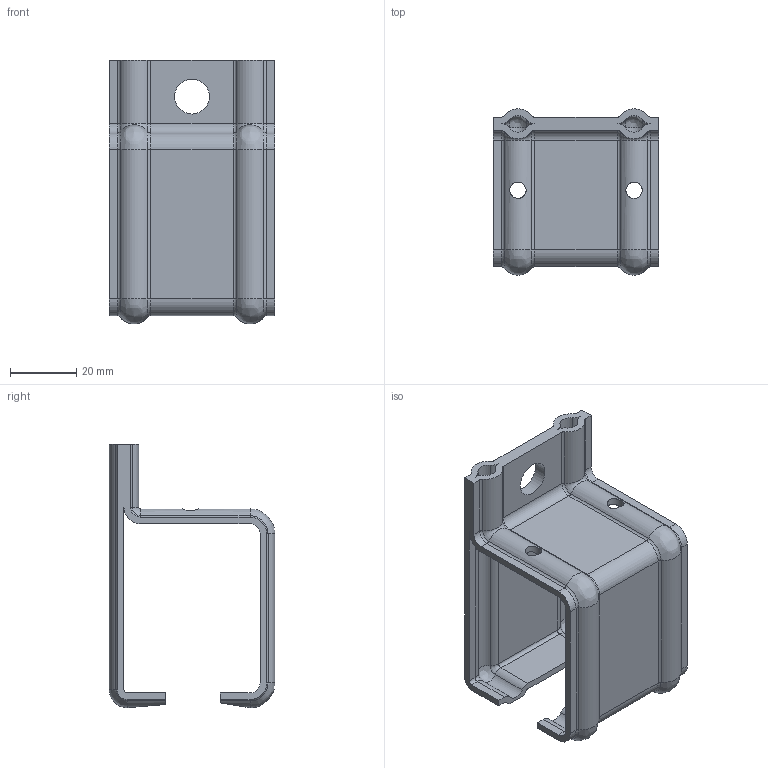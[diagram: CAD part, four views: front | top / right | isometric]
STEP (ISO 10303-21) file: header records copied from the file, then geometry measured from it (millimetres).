
FILE_DESCRIPTION(/* description */ (''),/* implementation_level */ '2;1');
FILE_NAME(/* name */ '5141.stp',/* time_stamp */ '2018-01-25T09:03:59+01:00',/* author */ ('Giuliano'),/* organization */ (''),/* preprocessor_version */ 'ST-DEVELOPER v16.5',/* originating_system */ 'Autodesk Inventor 2017',/* authorisation */ '');
FILE_SCHEMA (('AUTOMOTIVE_DESIGN { 1 0 10303 214 3 1 1 }'));
Length unit declared in the file: millimetre
Products named in the file (1): Pièce1
Bounding box: 50 x 49.96 x 79.5 mm (x, y, z)
Volume: 22387.6 mm3; surface area: 22961.5 mm2
Topology: 1 solids, 1 shells, 194 faces, 453 edges, 259 vertices
Faces by surface type: cylinder 103, plane 42, torus 32, bspline 16, sphere 1
Full cylindrical faces by diameter (mm): 4.917 x2, 10.5 x1
Entity records: 5980 total; most frequent: CARTESIAN_POINT 1263, DIRECTION 1043, ORIENTED_EDGE 894, EDGE_CURVE 447, AXIS2_PLACEMENT_3D 424, VERTEX_POINT 256, CIRCLE 235, EDGE_LOOP 205
